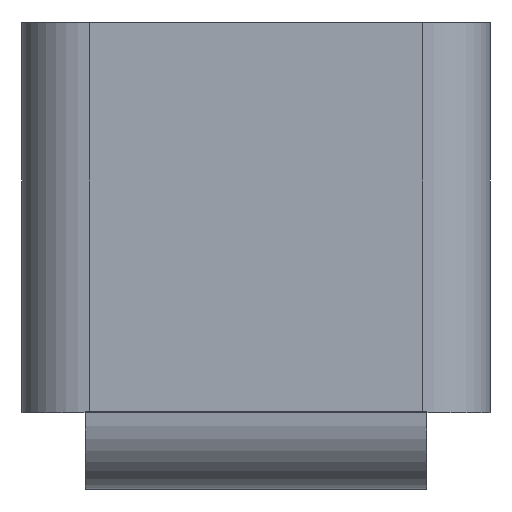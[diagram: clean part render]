
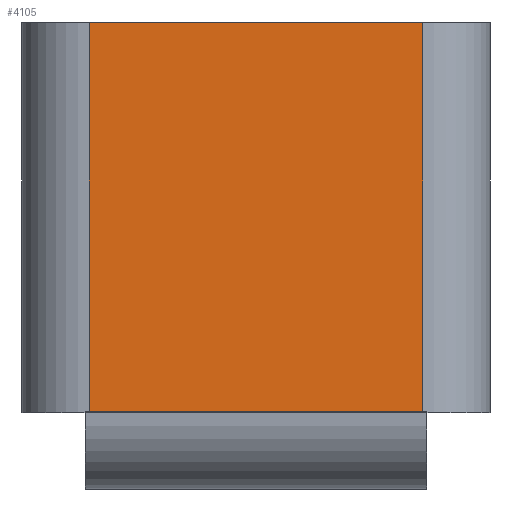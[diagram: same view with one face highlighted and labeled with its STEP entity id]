
A CAD part, left-side view. The second image highlights one B-rep face of the part: STEP entity #4105.
In plain terms, the highlighted planar face has unit normal (-1, 0, 0).
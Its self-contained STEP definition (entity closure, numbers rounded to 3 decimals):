
#161 = VECTOR ( 'NONE', #2691, 1000. ) ;
#174 = ORIENTED_EDGE ( 'NONE', *, *, #1940, .F. ) ;
#395 = CARTESIAN_POINT ( 'NONE',  ( 0., 0.69, 0.8 ) ) ;
#443 = CARTESIAN_POINT ( 'NONE',  ( 0., 4.8, 0.8 ) ) ;
#571 = ORIENTED_EDGE ( 'NONE', *, *, #2556, .F. ) ;
#619 = DIRECTION ( 'NONE',  ( 1., 0., 0. ) ) ;
#643 = CARTESIAN_POINT ( 'NONE',  ( 0., 0.69, 0.8 ) ) ;
#692 = VERTEX_POINT ( 'NONE', #3515 ) ;
#1248 = LINE ( 'NONE', #643, #161 ) ;
#1284 = ORIENTED_EDGE ( 'NONE', *, *, #5177, .F. ) ;
#1756 = EDGE_LOOP ( 'NONE', ( #4984, #174, #1284, #571 ) ) ;
#1820 = VERTEX_POINT ( 'NONE', #3340 ) ;
#1902 = CARTESIAN_POINT ( 'NONE',  ( 0., 4.8, 4.8 ) ) ;
#1940 = EDGE_CURVE ( 'NONE', #3603, #2894, #1248, .T. ) ;
#2030 = LINE ( 'NONE', #1902, #2857 ) ;
#2103 = VECTOR ( 'NONE', #3307, 1000. ) ;
#2237 = LINE ( 'NONE', #4318, #3194 ) ;
#2317 = DIRECTION ( 'NONE',  ( 0., -1., 0. ) ) ;
#2455 = FACE_OUTER_BOUND ( 'NONE', #1756, .T. ) ;
#2556 = EDGE_CURVE ( 'NONE', #1820, #692, #2237, .T. ) ;
#2686 = DIRECTION ( 'NONE',  ( 0., 0., 1. ) ) ;
#2691 = DIRECTION ( 'NONE',  ( 0., 0., -1. ) ) ;
#2857 = VECTOR ( 'NONE', #2317, 1000. ) ;
#2894 = VERTEX_POINT ( 'NONE', #395 ) ;
#3075 = CARTESIAN_POINT ( 'NONE',  ( 0., 4.8, 0.8 ) ) ;
#3194 = VECTOR ( 'NONE', #2686, 1000. ) ;
#3212 = AXIS2_PLACEMENT_3D ( 'NONE', #3075, #619, #3510 ) ;
#3307 = DIRECTION ( 'NONE',  ( 0., 1., 0. ) ) ;
#3340 = CARTESIAN_POINT ( 'NONE',  ( 0., 4.11, 0.8 ) ) ;
#3489 = PLANE ( 'NONE',  #3212 ) ;
#3510 = DIRECTION ( 'NONE',  ( 0., 0., -1. ) ) ;
#3515 = CARTESIAN_POINT ( 'NONE',  ( 0., 4.11, 4.8 ) ) ;
#3603 = VERTEX_POINT ( 'NONE', #4254 ) ;
#4105 = ADVANCED_FACE ( 'NONE', ( #2455 ), #3489, .F. ) ;
#4254 = CARTESIAN_POINT ( 'NONE',  ( 0., 0.69, 4.8 ) ) ;
#4286 = LINE ( 'NONE', #443, #2103 ) ;
#4318 = CARTESIAN_POINT ( 'NONE',  ( 0., 4.11, 0.8 ) ) ;
#4883 = EDGE_CURVE ( 'NONE', #2894, #1820, #4286, .T. ) ;
#4984 = ORIENTED_EDGE ( 'NONE', *, *, #4883, .F. ) ;
#5177 = EDGE_CURVE ( 'NONE', #692, #3603, #2030, .T. ) ;
